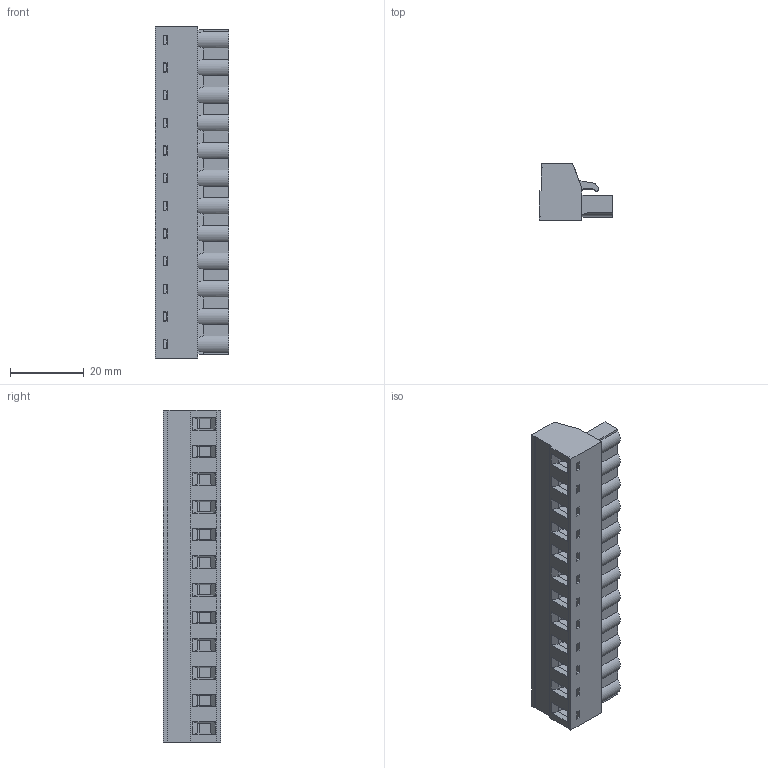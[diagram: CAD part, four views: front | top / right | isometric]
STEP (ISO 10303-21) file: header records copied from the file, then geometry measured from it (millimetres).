
FILE_DESCRIPTION(('STEP AP214'),'1');
FILE_NAME('SH12-7,5.stp','2021-04-20T15:55:13',(' '),(' '),'Spatial InterOp 3D',' ',' ');
FILE_SCHEMA(('automotive_design'));
Length unit declared in the file: metre
Products named in the file (1): 1
Bounding box: 19.85 x 15.5 x 90 mm (x, y, z)
Volume: 17434.2 mm3; surface area: 8842.6 mm2
Topology: 1 solids, 1 shells, 706 faces, 1803 edges, 1186 vertices
Faces by surface type: plane 621, cylinder 72, cone 12, extrusion 1
Full cylindrical faces by diameter (mm): 1.6 x12, 3.8 x12, 4 x12
Entity records: 26043 total; most frequent: CARTESIAN_POINT 3570, ORIENTED_EDGE 3414, DIRECTION 3334, EDGE_CURVE 1707, VECTOR 1490, LINE 1489, VERTEX_POINT 1138, AXIS2_PLACEMENT_3D 922
